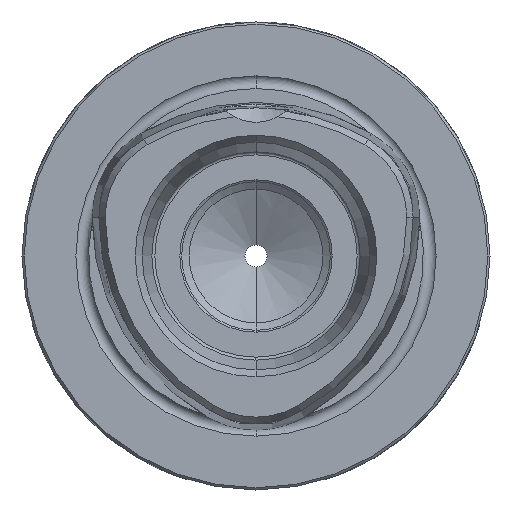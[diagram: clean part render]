
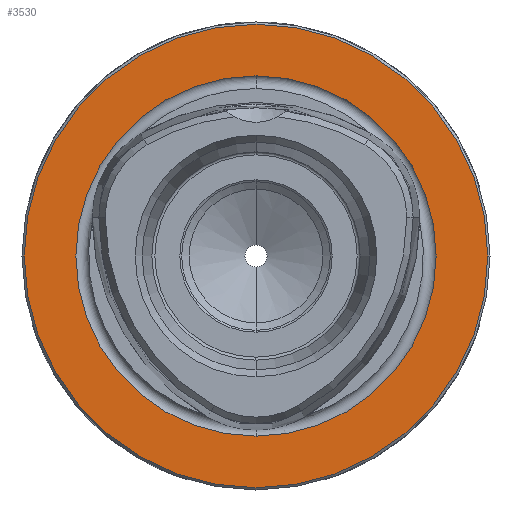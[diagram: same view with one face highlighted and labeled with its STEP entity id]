
A CAD part, front view. The second image highlights one B-rep face of the part: STEP entity #3530.
In plain terms, the highlighted planar face has unit normal (0, -1, 0).
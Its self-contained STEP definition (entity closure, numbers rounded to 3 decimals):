
#1497=CARTESIAN_POINT('',(0.,0.,
0.));
#1498=DIRECTION('',(0.,-1.,0.));
#1499=DIRECTION('',(1.,0.,0.));
#1500=AXIS2_PLACEMENT_3D('',#1497,#1498,#1499);
#1502=CARTESIAN_POINT('',(0.,0.,
0.));
#1503=DIRECTION('',(0.,-1.,0.));
#1504=DIRECTION('',(-1.,0.,0.));
#1505=AXIS2_PLACEMENT_3D('',#1502,#1503,#1504);
#1507=CARTESIAN_POINT('',(0.,0.,0.));
#1508=DIRECTION('',(0.,-1.,0.));
#1509=DIRECTION('',(0.,0.,-1.));
#1510=AXIS2_PLACEMENT_3D('',#1507,#1508,#1509);
#1512=CARTESIAN_POINT('',(0.,0.,0.));
#1513=DIRECTION('',(0.,-1.,0.));
#1514=DIRECTION('',(0.,0.,1.));
#1515=AXIS2_PLACEMENT_3D('',#1512,#1513,#1514);
#1968=CARTESIAN_POINT('',(31.2,0.,
0.));
#1969=CARTESIAN_POINT('',(-31.2,0.,0.));
#1970=VERTEX_POINT('',#1968);
#1971=VERTEX_POINT('',#1969);
#1976=CARTESIAN_POINT('',(0.,0.,-24.25));
#1977=CARTESIAN_POINT('',(0.,0.,24.25));
#1978=VERTEX_POINT('',#1976);
#1979=VERTEX_POINT('',#1977);
#3516=CARTESIAN_POINT('',(0.,0.,0.));
#3517=DIRECTION('',(0.,-1.,0.));
#3518=DIRECTION('',(-1.,0.,0.));
#3519=AXIS2_PLACEMENT_3D('',#3516,#3517,#3518);
#3520=PLANE('',#3519);
#3521=ORIENTED_EDGE('',*,*,#3506,.F.);
#3523=ORIENTED_EDGE('',*,*,#3522,.F.);
#3524=EDGE_LOOP('',(#3521,#3523));
#3525=FACE_OUTER_BOUND('',#3524,.F.);
#3526=ORIENTED_EDGE('',*,*,#2453,.T.);
#3527=ORIENTED_EDGE('',*,*,#2318,.T.);
#3528=EDGE_LOOP('',(#3526,#3527));
#3529=FACE_BOUND('',#3528,.F.);
#3530=ADVANCED_FACE('',(#3525,#3529),#3520,.T.);
#1501=CIRCLE('',#1500,31.2);
#1506=CIRCLE('',#1505,31.2);
#1511=CIRCLE('',#1510,24.25);
#1516=CIRCLE('',#1515,24.25);
#2318=EDGE_CURVE('',#1979,#1978,#1516,.T.);
#2453=EDGE_CURVE('',#1978,#1979,#1511,.T.);
#3506=EDGE_CURVE('',#1970,#1971,#1501,.T.);
#3522=EDGE_CURVE('',#1971,#1970,#1506,.T.);
